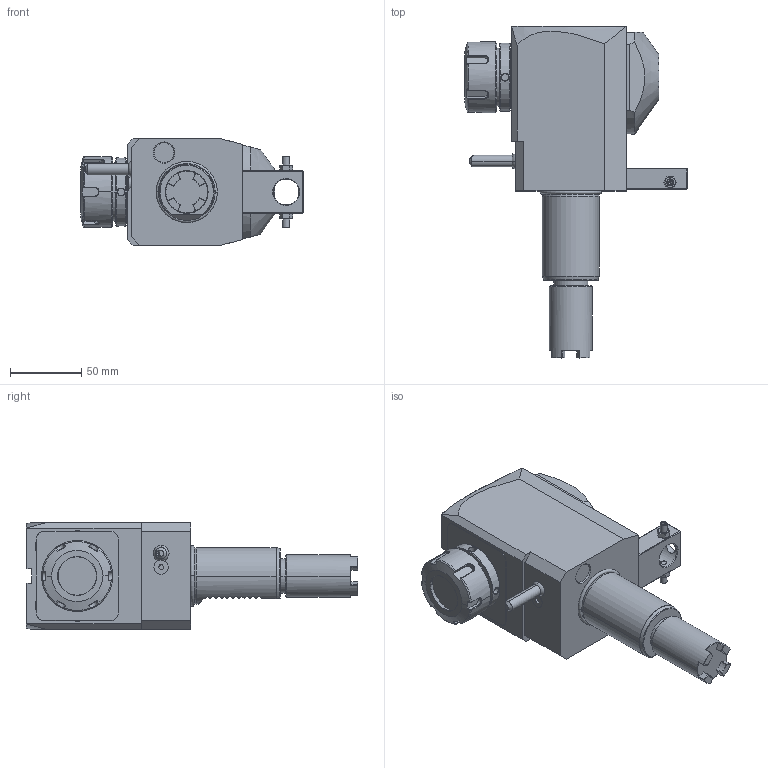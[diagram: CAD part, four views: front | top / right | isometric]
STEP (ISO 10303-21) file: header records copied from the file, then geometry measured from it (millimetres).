
FILE_DESCRIPTION((''),'2;1');
FILE_NAME('NGT1_40_251_32_2_2_80B','2017-03-10T',('vali'),('NOVA GRUP'),'PRO/ENGINEER BY PARAMETRIC TECHNOLOGY CORPORATION, 2010280','PRO/ENGINEER BY PARAMETRIC TECHNOLOGY CORPORATION, 2010280','');
FILE_SCHEMA(('CONFIG_CONTROL_DESIGN'));
Length unit declared in the file: millimetre
Products named in the file (1): NGT1_40_251_32_2_2_80B
Bounding box: 156.6 x 233.55 x 75 mm (x, y, z)
Volume: 931225.9 mm3; surface area: 77559.7 mm2
Topology: 1 solids, 1 shells, 449 faces, 1149 edges, 716 vertices
Faces by surface type: plane 222, cylinder 94, cone 75, bspline 42, torus 12, extrusion 2, sphere 2
Entity records: 19060 total; most frequent: CARTESIAN_POINT 8868, ORIENTED_EDGE 2274, DIRECTION 1821, EDGE_CURVE 1137, VERTEX_POINT 716, AXIS2_PLACEMENT_3D 618, VECTOR 585, LINE 583
